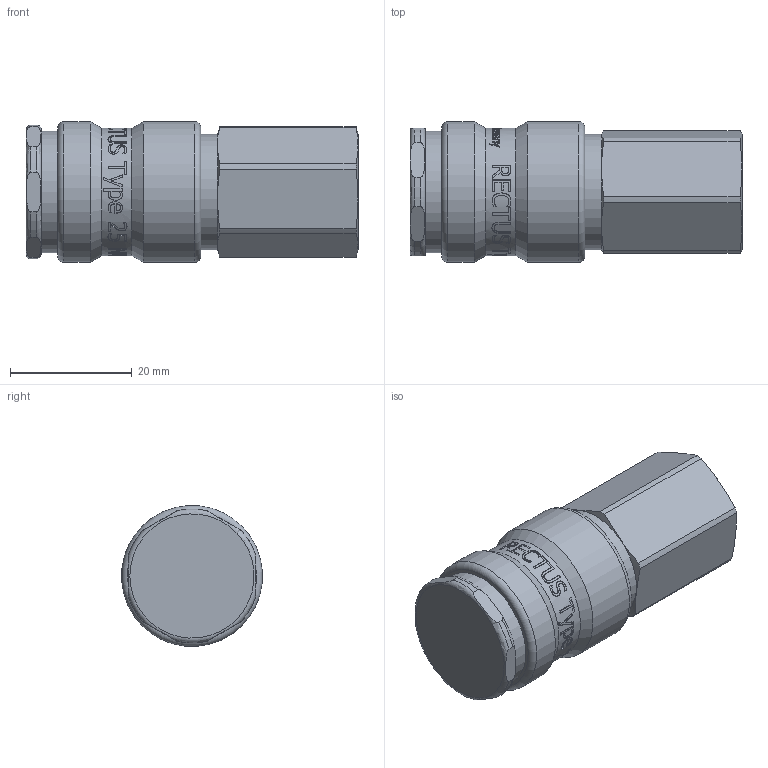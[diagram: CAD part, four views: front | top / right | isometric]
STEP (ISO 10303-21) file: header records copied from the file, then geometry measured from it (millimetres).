
FILE_DESCRIPTION((''),'2;1');
FILE_NAME('25kaiw17bpx0.stp','2013-05-22T13:19:43',('IA176480'),(''),'Autodesk Inventor 2011','Autodesk Inventor 2011','');
FILE_SCHEMA(('AUTOMOTIVE_DESIGN { 1 0 10303 214 1 1 1 1 }'));
Length unit declared in the file: millimetre
Products named in the file (1): D106611
Bounding box: 54.5 x 23.1 x 23.1 mm (x, y, z)
Volume: 16114.5 mm3; surface area: 8176.9 mm2
Topology: 2 solids, 3 shells, 734 faces, 1978 edges, 1312 vertices
Faces by surface type: bspline 374, plane 251, cylinder 84, cone 20, torus 5
Full cylindrical faces by diameter (mm): 14 x1, 14.95 x1, 15.117 x1, 15.3 x1, 16 x2, 17.25 x1, 18.95 x1, 19.35 x1, 20 x1, 20.05 x1, 21 x1, 23.15 x2
Entity records: 114699 total; most frequent: CARTESIAN_POINT 98613, ORIENTED_EDGE 3876, EDGE_CURVE 1938, DIRECTION 1841, VERTEX_POINT 1305, B_SPLINE_CURVE_WITH_KNOTS 989, EDGE_LOOP 833, VECTOR 743
